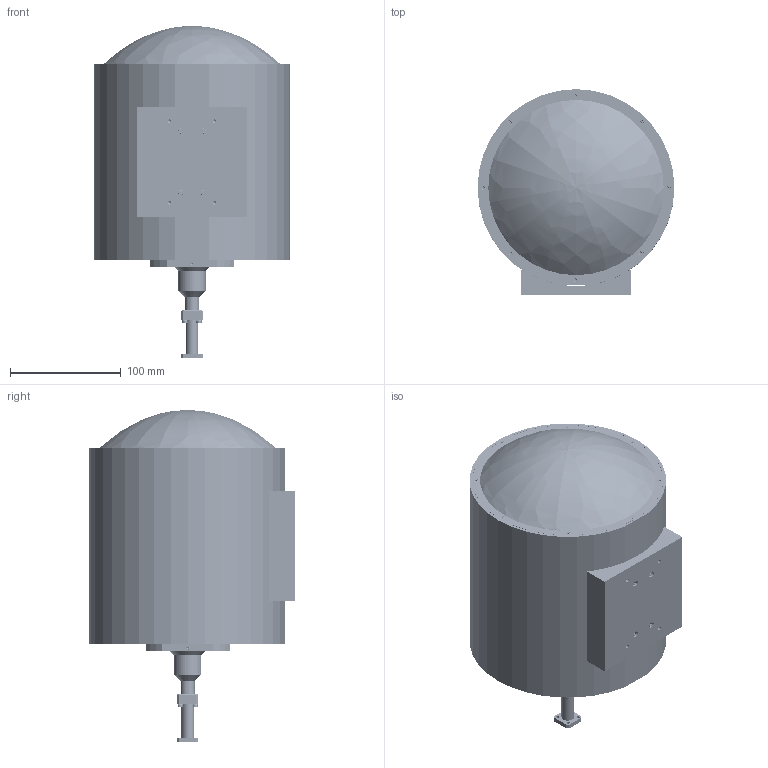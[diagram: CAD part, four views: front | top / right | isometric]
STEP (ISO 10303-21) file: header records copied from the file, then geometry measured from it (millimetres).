
FILE_DESCRIPTION (( 'STEP AP203' ), '1' );
FILE_NAME ('SAG-2533033005-28-S1.STEP', '2019-06-25T22:00:00', ( '' ), ( '' ), 'SwSTEP 2.0', 'SolidWorks 2016', '' );
FILE_SCHEMA (( 'CONFIG_CONTROL_DESIGN' ));
Length unit declared in the file: inch
Products named in the file (1): SAG-2533033005-28-S1
Bounding box: 177.8 x 185.58 x 299.95 mm (x, y, z)
Volume: 4956087.7 mm3; surface area: 304618.3 mm2
Topology: 39 solids, 39 shells, 2777 faces, 7393 edges, 4693 vertices
Faces by surface type: cylinder 1511, cone 644, plane 548, bspline 74
Entity records: 138124 total; most frequent: CARTESIAN_POINT 77786, ORIENTED_EDGE 14606, DIRECTION 10605, EDGE_CURVE 7303, VERTEX_POINT 4693, AXIS2_PLACEMENT_3D 3936, EDGE_LOOP 2958, ADVANCED_FACE 2777
